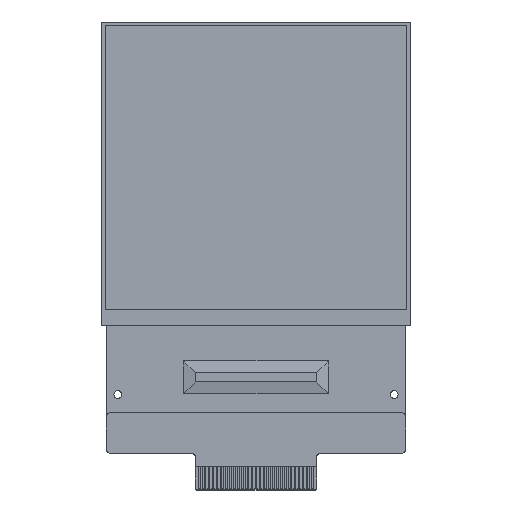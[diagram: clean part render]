
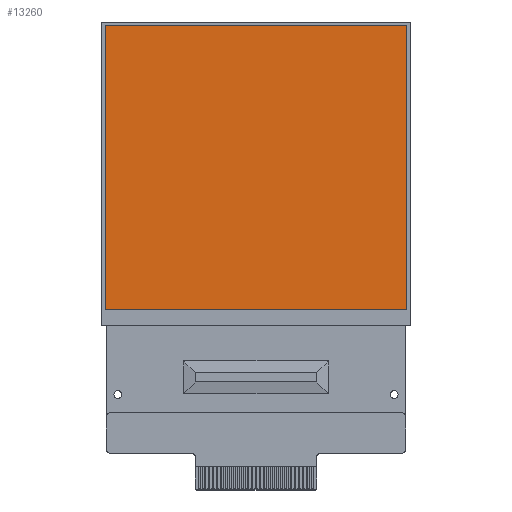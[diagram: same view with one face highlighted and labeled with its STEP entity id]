
A CAD part, top view. The second image highlights one B-rep face of the part: STEP entity #13260.
In plain terms, the highlighted planar face has unit normal (0, 0, 1).
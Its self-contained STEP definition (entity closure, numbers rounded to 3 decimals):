
#506 = VERTEX_POINT ( 'NONE', #3581 ) ;
#636 = CARTESIAN_POINT ( 'NONE',  ( 0.5, 23., 0.207 ) ) ;
#903 = EDGE_LOOP ( 'NONE', ( #11976, #9140, #2989, #13753 ) ) ;
#1576 = DIRECTION ( 'NONE',  ( 1., 0., 0. ) ) ;
#1854 = VERTEX_POINT ( 'NONE', #11460 ) ;
#1971 = DIRECTION ( 'NONE',  ( -1., 0., 0. ) ) ;
#2137 = CARTESIAN_POINT ( 'NONE',  ( 39., 59.3, 0.207 ) ) ;
#2167 = CARTESIAN_POINT ( 'NONE',  ( 39., 23., 0.207 ) ) ;
#2989 = ORIENTED_EDGE ( 'NONE', *, *, #7736, .F. ) ;
#3581 = CARTESIAN_POINT ( 'NONE',  ( 39., 23., 0.207 ) ) ;
#3764 = CARTESIAN_POINT ( 'NONE',  ( 39., 59.3, 0.207 ) ) ;
#4857 = LINE ( 'NONE', #9147, #7363 ) ;
#5209 = DIRECTION ( 'NONE',  ( 0., 0., 1. ) ) ;
#5411 = VECTOR ( 'NONE', #8705, 1000. ) ;
#6176 = CARTESIAN_POINT ( 'NONE',  ( 0.5, 23., 0.207 ) ) ;
#6532 = VERTEX_POINT ( 'NONE', #6176 ) ;
#7363 = VECTOR ( 'NONE', #10129, 1000. ) ;
#7724 = LINE ( 'NONE', #2167, #5411 ) ;
#7736 = EDGE_CURVE ( 'NONE', #1854, #12549, #10231, .T. ) ;
#7986 = EDGE_CURVE ( 'NONE', #6532, #1854, #4857, .T. ) ;
#8370 = DIRECTION ( 'NONE',  ( 1., 0., 0. ) ) ;
#8705 = DIRECTION ( 'NONE',  ( 0., -1., 0. ) ) ;
#9140 = ORIENTED_EDGE ( 'NONE', *, *, #9770, .F. ) ;
#9147 = CARTESIAN_POINT ( 'NONE',  ( 0.5, 59.3, 0.207 ) ) ;
#9193 = EDGE_CURVE ( 'NONE', #506, #6532, #11328, .T. ) ;
#9353 = FACE_OUTER_BOUND ( 'NONE', #903, .T. ) ;
#9770 = EDGE_CURVE ( 'NONE', #12549, #506, #7724, .T. ) ;
#10129 = DIRECTION ( 'NONE',  ( 0., 1., 0. ) ) ;
#10231 = LINE ( 'NONE', #3764, #10737 ) ;
#10551 = CARTESIAN_POINT ( 'NONE',  ( 0., 21., 0.207 ) ) ;
#10561 = VECTOR ( 'NONE', #1971, 1000. ) ;
#10737 = VECTOR ( 'NONE', #1576, 1000. ) ;
#11328 = LINE ( 'NONE', #636, #10561 ) ;
#11460 = CARTESIAN_POINT ( 'NONE',  ( 0.5, 59.3, 0.207 ) ) ;
#11976 = ORIENTED_EDGE ( 'NONE', *, *, #9193, .F. ) ;
#12071 = AXIS2_PLACEMENT_3D ( 'NONE', #10551, #5209, #8370 ) ;
#12549 = VERTEX_POINT ( 'NONE', #2137 ) ;
#13260 = ADVANCED_FACE ( 'NONE', ( #9353 ), #13637, .T. ) ;
#13637 = PLANE ( 'NONE',  #12071 ) ;
#13753 = ORIENTED_EDGE ( 'NONE', *, *, #7986, .F. ) ;
